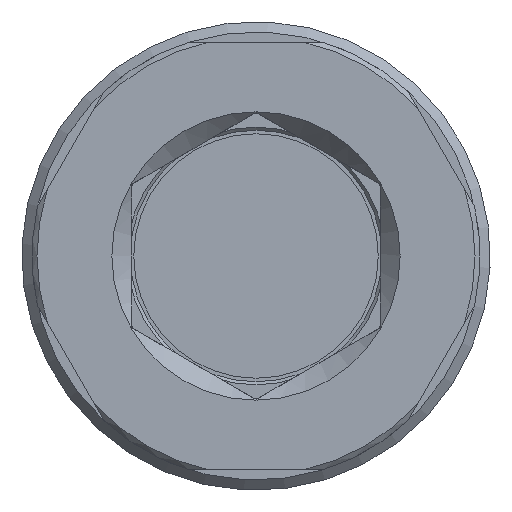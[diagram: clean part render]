
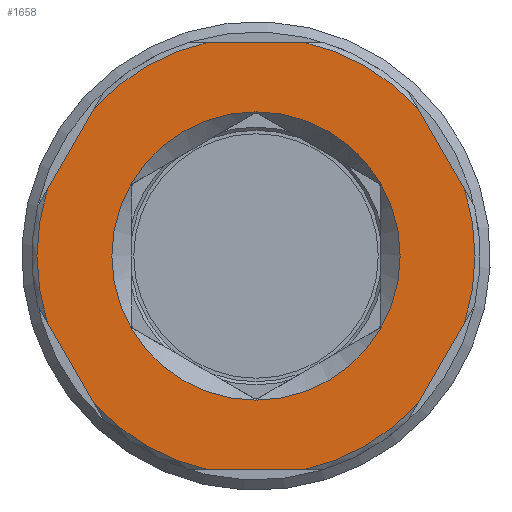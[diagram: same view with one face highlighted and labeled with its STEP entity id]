
A CAD part, left-side view. The second image highlights one B-rep face of the part: STEP entity #1658.
In plain terms, the highlighted planar face has unit normal (-1, 0, 0).
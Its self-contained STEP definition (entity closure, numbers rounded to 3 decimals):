
#199=FACE_BOUND('',#406,.T.);
#235=PLANE('',#1834);
#302=FACE_OUTER_BOUND('',#405,.T.);
#405=EDGE_LOOP('',(#1349,#1350,#1351,#1352,#1353,#1354,#1355,#1356,#1357,
#1358,#1359,#1360));
#406=EDGE_LOOP('',(#1361));
#492=LINE('',#2742,#571);
#493=LINE('',#2746,#572);
#494=LINE('',#2750,#573);
#495=LINE('',#2754,#574);
#496=LINE('',#2758,#575);
#497=LINE('',#2762,#576);
#571=VECTOR('',#2198,10.);
#572=VECTOR('',#2201,10.);
#573=VECTOR('',#2204,10.);
#574=VECTOR('',#2207,10.);
#575=VECTOR('',#2210,10.);
#576=VECTOR('',#2213,10.);
#665=CIRCLE('',#1833,7.075);
#666=CIRCLE('',#1835,10.75);
#667=CIRCLE('',#1836,10.75);
#668=CIRCLE('',#1837,10.75);
#669=CIRCLE('',#1838,10.75);
#670=CIRCLE('',#1839,10.75);
#671=CIRCLE('',#1840,10.75);
#794=VERTEX_POINT('',#2736);
#795=VERTEX_POINT('',#2740);
#796=VERTEX_POINT('',#2741);
#797=VERTEX_POINT('',#2743);
#798=VERTEX_POINT('',#2745);
#799=VERTEX_POINT('',#2747);
#800=VERTEX_POINT('',#2749);
#801=VERTEX_POINT('',#2751);
#802=VERTEX_POINT('',#2753);
#803=VERTEX_POINT('',#2755);
#804=VERTEX_POINT('',#2757);
#805=VERTEX_POINT('',#2759);
#806=VERTEX_POINT('',#2761);
#995=EDGE_CURVE('',#794,#794,#665,.T.);
#997=EDGE_CURVE('',#795,#796,#492,.T.);
#998=EDGE_CURVE('',#797,#796,#666,.T.);
#999=EDGE_CURVE('',#797,#798,#493,.T.);
#1000=EDGE_CURVE('',#799,#798,#667,.T.);
#1001=EDGE_CURVE('',#799,#800,#494,.T.);
#1002=EDGE_CURVE('',#801,#800,#668,.T.);
#1003=EDGE_CURVE('',#801,#802,#495,.T.);
#1004=EDGE_CURVE('',#803,#802,#669,.T.);
#1005=EDGE_CURVE('',#803,#804,#496,.T.);
#1006=EDGE_CURVE('',#805,#804,#670,.T.);
#1007=EDGE_CURVE('',#805,#806,#497,.T.);
#1008=EDGE_CURVE('',#795,#806,#671,.T.);
#1349=ORIENTED_EDGE('',*,*,#997,.T.);
#1350=ORIENTED_EDGE('',*,*,#998,.F.);
#1351=ORIENTED_EDGE('',*,*,#999,.T.);
#1352=ORIENTED_EDGE('',*,*,#1000,.F.);
#1353=ORIENTED_EDGE('',*,*,#1001,.T.);
#1354=ORIENTED_EDGE('',*,*,#1002,.F.);
#1355=ORIENTED_EDGE('',*,*,#1003,.T.);
#1356=ORIENTED_EDGE('',*,*,#1004,.F.);
#1357=ORIENTED_EDGE('',*,*,#1005,.T.);
#1358=ORIENTED_EDGE('',*,*,#1006,.F.);
#1359=ORIENTED_EDGE('',*,*,#1007,.T.);
#1360=ORIENTED_EDGE('',*,*,#1008,.F.);
#1361=ORIENTED_EDGE('',*,*,#995,.F.);
#1658=ADVANCED_FACE('',(#302,#199),#235,.T.);
#1833=AXIS2_PLACEMENT_3D('',#2737,#2193,#2194);
#1834=AXIS2_PLACEMENT_3D('',#2739,#2196,#2197);
#1835=AXIS2_PLACEMENT_3D('',#2744,#2199,#2200);
#1836=AXIS2_PLACEMENT_3D('',#2748,#2202,#2203);
#1837=AXIS2_PLACEMENT_3D('',#2752,#2205,#2206);
#1838=AXIS2_PLACEMENT_3D('',#2756,#2208,#2209);
#1839=AXIS2_PLACEMENT_3D('',#2760,#2211,#2212);
#1840=AXIS2_PLACEMENT_3D('',#2763,#2214,#2215);
#2193=DIRECTION('center_axis',(-1.,0.,0.));
#2194=DIRECTION('ref_axis',(0.,-1.,0.));
#2196=DIRECTION('center_axis',(-1.,0.,0.));
#2197=DIRECTION('ref_axis',(0.,0.,1.));
#2198=DIRECTION('',(0.,-0.5,-0.866));
#2199=DIRECTION('center_axis',(1.,0.,0.));
#2200=DIRECTION('ref_axis',(0.,-1.,0.));
#2201=DIRECTION('',(0.,-1.,0.));
#2202=DIRECTION('center_axis',(1.,0.,0.));
#2203=DIRECTION('ref_axis',(0.,-1.,0.));
#2204=DIRECTION('',(0.,-0.5,0.866));
#2205=DIRECTION('center_axis',(1.,0.,0.));
#2206=DIRECTION('ref_axis',(0.,-1.,0.));
#2207=DIRECTION('',(0.,0.5,0.866));
#2208=DIRECTION('center_axis',(1.,0.,0.));
#2209=DIRECTION('ref_axis',(0.,-1.,0.));
#2210=DIRECTION('',(0.,1.,0.));
#2211=DIRECTION('center_axis',(1.,0.,0.));
#2212=DIRECTION('ref_axis',(0.,-1.,0.));
#2213=DIRECTION('',(0.,0.5,-0.866));
#2214=DIRECTION('center_axis',(1.,0.,0.));
#2215=DIRECTION('ref_axis',(0.,-1.,0.));
#2736=CARTESIAN_POINT('',(0.,7.075,0.));
#2737=CARTESIAN_POINT('Origin',(0.,0.,0.));
#2739=CARTESIAN_POINT('Origin',(0.,0.,0.));
#2740=CARTESIAN_POINT('',(0.,10.246,-3.254));
#2741=CARTESIAN_POINT('',(0.,7.941,-7.246));
#2742=CARTESIAN_POINT('',(0.,10.609,-2.625));
#2743=CARTESIAN_POINT('',(0.,2.305,-10.5));
#2744=CARTESIAN_POINT('Origin',(0.,0.,0.));
#2745=CARTESIAN_POINT('',(0.,-2.305,-10.5));
#2746=CARTESIAN_POINT('',(0.,3.031,-10.5));
#2747=CARTESIAN_POINT('',(0.,-7.941,-7.246));
#2748=CARTESIAN_POINT('Origin',(0.,0.,0.));
#2749=CARTESIAN_POINT('',(0.,-10.246,-3.254));
#2750=CARTESIAN_POINT('',(0.,-7.578,-7.875));
#2751=CARTESIAN_POINT('',(0.,-10.246,3.254));
#2752=CARTESIAN_POINT('Origin',(0.,0.,0.));
#2753=CARTESIAN_POINT('',(0.,-7.941,7.246));
#2754=CARTESIAN_POINT('',(0.,-10.609,2.625));
#2755=CARTESIAN_POINT('',(0.,-2.305,10.5));
#2756=CARTESIAN_POINT('Origin',(0.,0.,0.));
#2757=CARTESIAN_POINT('',(0.,2.305,10.5));
#2758=CARTESIAN_POINT('',(0.,-3.031,10.5));
#2759=CARTESIAN_POINT('',(0.,7.941,7.246));
#2760=CARTESIAN_POINT('Origin',(0.,0.,0.));
#2761=CARTESIAN_POINT('',(0.,10.246,3.254));
#2762=CARTESIAN_POINT('',(0.,7.578,7.875));
#2763=CARTESIAN_POINT('Origin',(0.,0.,0.));
